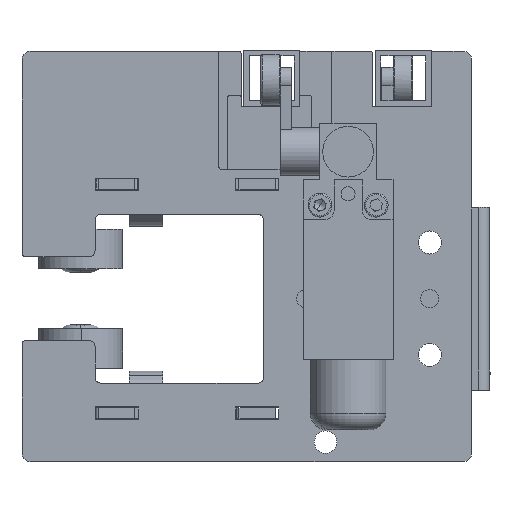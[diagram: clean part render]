
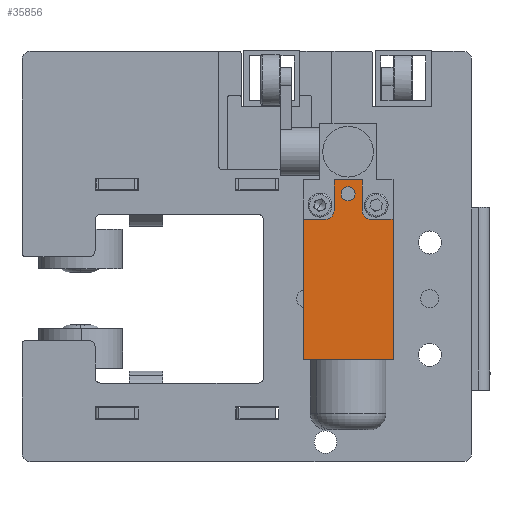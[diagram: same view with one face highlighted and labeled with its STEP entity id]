
A CAD part, left-side view. The second image highlights one B-rep face of the part: STEP entity #35856.
In plain terms, the highlighted planar face has unit normal (-1, 0, 0).
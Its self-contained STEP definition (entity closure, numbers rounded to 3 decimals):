
#28 = DIRECTION ( 'NONE',  ( 0., -1., 0. ) ) ;
#755 = VERTEX_POINT ( 'NONE', #38248 ) ;
#782 = CARTESIAN_POINT ( 'NONE',  ( -18.675, 51.658, 182.356 ) ) ;
#1233 = ORIENTED_EDGE ( 'NONE', *, *, #16612, .T. ) ;
#1279 = CARTESIAN_POINT ( 'NONE',  ( -18.675, 35.658, 123.356 ) ) ;
#1387 = ORIENTED_EDGE ( 'NONE', *, *, #22887, .T. ) ;
#2336 = EDGE_CURVE ( 'NONE', #37610, #755, #6147, .T. ) ;
#2373 = PLANE ( 'NONE',  #36161 ) ;
#2478 = EDGE_CURVE ( 'NONE', #45580, #32796, #37577, .T. ) ;
#3137 = EDGE_CURVE ( 'NONE', #41761, #7609, #8059, .T. ) ;
#3222 = ORIENTED_EDGE ( 'NONE', *, *, #21482, .T. ) ;
#3880 = EDGE_CURVE ( 'NONE', #7609, #37415, #34654, .T. ) ;
#4292 = DIRECTION ( 'NONE',  ( -1., 0., 0. ) ) ;
#4393 = ORIENTED_EDGE ( 'NONE', *, *, #3880, .T. ) ;
#4548 = CARTESIAN_POINT ( 'NONE',  ( -18.675, 56.658, 176.356 ) ) ;
#4945 = ORIENTED_EDGE ( 'NONE', *, *, #2478, .F. ) ;
#5617 = ORIENTED_EDGE ( 'NONE', *, *, #24444, .T. ) ;
#6147 = LINE ( 'NONE', #6497, #22817 ) ;
#6360 = CARTESIAN_POINT ( 'NONE',  ( -18.675, 49.158, 182.356 ) ) ;
#6497 = CARTESIAN_POINT ( 'NONE',  ( -18.675, 67.658, 123.356 ) ) ;
#6949 = DIRECTION ( 'NONE',  ( 0., -1., 0. ) ) ;
#6990 = LINE ( 'NONE', #1279, #43425 ) ;
#7219 = VECTOR ( 'NONE', #28, 1000. ) ;
#7609 = VERTEX_POINT ( 'NONE', #9905 ) ;
#7723 = ORIENTED_EDGE ( 'NONE', *, *, #3137, .T. ) ;
#7841 = CARTESIAN_POINT ( 'NONE',  ( -18.675, 43.658, 176.356 ) ) ;
#8059 = LINE ( 'NONE', #8622, #26344 ) ;
#8622 = CARTESIAN_POINT ( 'NONE',  ( -18.675, 43.658, 173.356 ) ) ;
#8642 = CARTESIAN_POINT ( 'NONE',  ( -18.675, 46.658, 187.356 ) ) ;
#8751 = ORIENTED_EDGE ( 'NONE', *, *, #41273, .T. ) ;
#9395 = DIRECTION ( 'NONE',  ( 0., -1., 0. ) ) ;
#9905 = CARTESIAN_POINT ( 'NONE',  ( -18.675, 43.658, 173.356 ) ) ;
#11104 = CARTESIAN_POINT ( 'NONE',  ( -18.675, 67.658, 123.356 ) ) ;
#11257 = FACE_BOUND ( 'NONE', #39685, .T. ) ;
#11399 = CIRCLE ( 'NONE', #34973, 2.5 ) ;
#11824 = DIRECTION ( 'NONE',  ( 0., 0., -1. ) ) ;
#12190 = CIRCLE ( 'NONE', #20358, 3. ) ;
#12381 = FACE_OUTER_BOUND ( 'NONE', #40361, .T. ) ;
#13236 = CARTESIAN_POINT ( 'NONE',  ( -18.675, 59.658, 176.356 ) ) ;
#13555 = VERTEX_POINT ( 'NONE', #33074 ) ;
#13626 = DIRECTION ( 'NONE',  ( -1., 0., 0. ) ) ;
#13904 = VECTOR ( 'NONE', #31422, 1000. ) ;
#14590 = CARTESIAN_POINT ( 'NONE',  ( -18.675, 46.658, 176.356 ) ) ;
#15196 = CARTESIAN_POINT ( 'NONE',  ( -18.675, 67.658, 173.356 ) ) ;
#16375 = EDGE_CURVE ( 'NONE', #32796, #45580, #11399, .T. ) ;
#16612 = EDGE_CURVE ( 'NONE', #24811, #34472, #35187, .T. ) ;
#16742 = LINE ( 'NONE', #11104, #7219 ) ;
#18238 = EDGE_CURVE ( 'NONE', #37415, #23068, #33412, .T. ) ;
#18274 = CARTESIAN_POINT ( 'NONE',  ( -18.675, 46.658, 187.356 ) ) ;
#19093 = DIRECTION ( 'NONE',  ( 0., 1., 0. ) ) ;
#19124 = VECTOR ( 'NONE', #32426, 1000. ) ;
#19887 = VECTOR ( 'NONE', #43915, 1000. ) ;
#20358 = AXIS2_PLACEMENT_3D ( 'NONE', #28278, #32038, #6949 ) ;
#21482 = EDGE_CURVE ( 'NONE', #42685, #41761, #6990, .T. ) ;
#22817 = VECTOR ( 'NONE', #35264, 1000. ) ;
#22887 = EDGE_CURVE ( 'NONE', #34472, #13555, #12190, .T. ) ;
#23068 = VERTEX_POINT ( 'NONE', #8642 ) ;
#23461 = CARTESIAN_POINT ( 'NONE',  ( -18.675, 56.658, 187.356 ) ) ;
#24444 = EDGE_CURVE ( 'NONE', #755, #42685, #16742, .T. ) ;
#24811 = VERTEX_POINT ( 'NONE', #34936 ) ;
#25219 = AXIS2_PLACEMENT_3D ( 'NONE', #7841, #32633, #43480 ) ;
#26344 = VECTOR ( 'NONE', #19093, 1000. ) ;
#26493 = DIRECTION ( 'NONE',  ( 0., 0., 1. ) ) ;
#28278 = CARTESIAN_POINT ( 'NONE',  ( -18.675, 59.658, 176.356 ) ) ;
#28951 = ORIENTED_EDGE ( 'NONE', *, *, #18238, .T. ) ;
#29070 = DIRECTION ( 'NONE',  ( 0., -1., 0. ) ) ;
#31422 = DIRECTION ( 'NONE',  ( 0., 1., 0. ) ) ;
#31762 = CARTESIAN_POINT ( 'NONE',  ( -18.675, 54.158, 182.356 ) ) ;
#32038 = DIRECTION ( 'NONE',  ( 1., 0., 0. ) ) ;
#32426 = DIRECTION ( 'NONE',  ( 0., 0., 1. ) ) ;
#32633 = DIRECTION ( 'NONE',  ( 1., 0., 0. ) ) ;
#32796 = VERTEX_POINT ( 'NONE', #6360 ) ;
#33074 = CARTESIAN_POINT ( 'NONE',  ( -18.675, 59.658, 173.356 ) ) ;
#33211 = LINE ( 'NONE', #23461, #13904 ) ;
#33412 = LINE ( 'NONE', #18274, #19124 ) ;
#33625 = AXIS2_PLACEMENT_3D ( 'NONE', #782, #4292, #29070 ) ;
#34381 = CARTESIAN_POINT ( 'NONE',  ( -18.675, 35.658, 123.356 ) ) ;
#34472 = VERTEX_POINT ( 'NONE', #37829 ) ;
#34654 = CIRCLE ( 'NONE', #25219, 3. ) ;
#34936 = CARTESIAN_POINT ( 'NONE',  ( -18.675, 56.658, 187.356 ) ) ;
#34973 = AXIS2_PLACEMENT_3D ( 'NONE', #45189, #13626, #9395 ) ;
#35187 = LINE ( 'NONE', #4548, #36860 ) ;
#35264 = DIRECTION ( 'NONE',  ( 0., 0., -1. ) ) ;
#35856 = ADVANCED_FACE ( 'NONE', ( #12381, #11257 ), #2373, .T. ) ;
#36161 = AXIS2_PLACEMENT_3D ( 'NONE', #13236, #41451, #41755 ) ;
#36310 = ORIENTED_EDGE ( 'NONE', *, *, #39150, .T. ) ;
#36860 = VECTOR ( 'NONE', #11824, 1000. ) ;
#37362 = ORIENTED_EDGE ( 'NONE', *, *, #16375, .F. ) ;
#37415 = VERTEX_POINT ( 'NONE', #14590 ) ;
#37473 = LINE ( 'NONE', #40564, #19887 ) ;
#37577 = CIRCLE ( 'NONE', #33625, 2.5 ) ;
#37610 = VERTEX_POINT ( 'NONE', #15196 ) ;
#37829 = CARTESIAN_POINT ( 'NONE',  ( -18.675, 56.658, 176.356 ) ) ;
#38248 = CARTESIAN_POINT ( 'NONE',  ( -18.675, 67.658, 123.356 ) ) ;
#39150 = EDGE_CURVE ( 'NONE', #23068, #24811, #33211, .T. ) ;
#39685 = EDGE_LOOP ( 'NONE', ( #4945, #37362 ) ) ;
#40361 = EDGE_LOOP ( 'NONE', ( #41045, #5617, #3222, #7723, #4393, #28951, #36310, #1233, #1387, #8751 ) ) ;
#40564 = CARTESIAN_POINT ( 'NONE',  ( -18.675, 67.658, 173.356 ) ) ;
#41045 = ORIENTED_EDGE ( 'NONE', *, *, #2336, .T. ) ;
#41273 = EDGE_CURVE ( 'NONE', #13555, #37610, #37473, .T. ) ;
#41451 = DIRECTION ( 'NONE',  ( -1., 0., 0. ) ) ;
#41755 = DIRECTION ( 'NONE',  ( 0., -1., 0. ) ) ;
#41761 = VERTEX_POINT ( 'NONE', #42483 ) ;
#42483 = CARTESIAN_POINT ( 'NONE',  ( -18.675, 35.658, 173.356 ) ) ;
#42685 = VERTEX_POINT ( 'NONE', #34381 ) ;
#43425 = VECTOR ( 'NONE', #26493, 1000. ) ;
#43480 = DIRECTION ( 'NONE',  ( 0., -1., 0. ) ) ;
#43915 = DIRECTION ( 'NONE',  ( 0., 1., 0. ) ) ;
#45189 = CARTESIAN_POINT ( 'NONE',  ( -18.675, 51.658, 182.356 ) ) ;
#45580 = VERTEX_POINT ( 'NONE', #31762 ) ;
